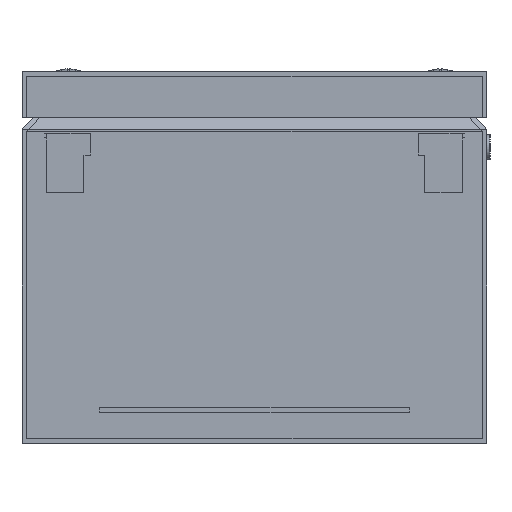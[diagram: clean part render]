
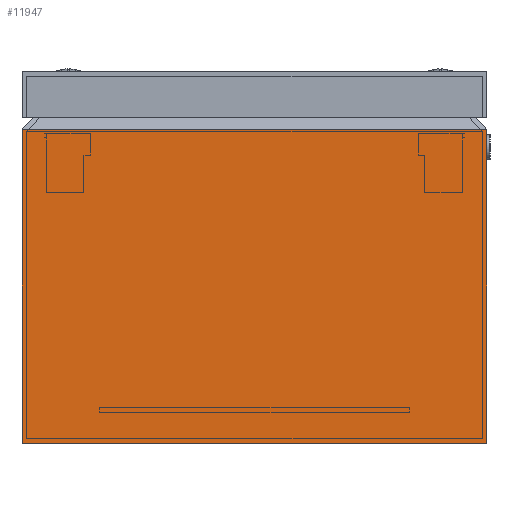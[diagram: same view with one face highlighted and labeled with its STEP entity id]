
A CAD part, left-side view. The second image highlights one B-rep face of the part: STEP entity #11947.
In plain terms, the highlighted planar face has unit normal (-1, 0, 0).
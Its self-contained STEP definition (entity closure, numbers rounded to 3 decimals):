
#636 = CARTESIAN_POINT ( 'NONE',  ( 0., 0., 0. ) ) ;
#889 = PLANE ( 'NONE',  #10108 ) ;
#1767 = VERTEX_POINT ( 'NONE', #16043 ) ;
#2606 = FACE_OUTER_BOUND ( 'NONE', #10195, .T. ) ;
#3020 = VERTEX_POINT ( 'NONE', #5860 ) ;
#4145 = EDGE_CURVE ( 'NONE', #12787, #3020, #20819, .T. ) ;
#4428 = VECTOR ( 'NONE', #19460, 1000. ) ;
#5445 = CARTESIAN_POINT ( 'NONE',  ( 0., 150., 0. ) ) ;
#5658 = CARTESIAN_POINT ( 'NONE',  ( 0., 0., 101.167 ) ) ;
#5860 = CARTESIAN_POINT ( 'NONE',  ( 0., 150., 101.167 ) ) ;
#5917 = DIRECTION ( 'NONE',  ( -1., 0., 0. ) ) ;
#7475 = DIRECTION ( 'NONE',  ( 0., 0., 1. ) ) ;
#7485 = DIRECTION ( 'NONE',  ( 0., 0., 1. ) ) ;
#7570 = EDGE_CURVE ( 'NONE', #1767, #3020, #10206, .T. ) ;
#8945 = EDGE_CURVE ( 'NONE', #14149, #1767, #21079, .T. ) ;
#8963 = CARTESIAN_POINT ( 'NONE',  ( 0., 0., 0. ) ) ;
#9326 = ORIENTED_EDGE ( 'NONE', *, *, #14753, .T. ) ;
#10108 = AXIS2_PLACEMENT_3D ( 'NONE', #14367, #5917, #7485 ) ;
#10195 = EDGE_LOOP ( 'NONE', ( #17420, #13774, #13165, #9326 ) ) ;
#10206 = LINE ( 'NONE', #5445, #21349 ) ;
#10798 = VECTOR ( 'NONE', #18036, 1000. ) ;
#10862 = LINE ( 'NONE', #636, #15770 ) ;
#11373 = CARTESIAN_POINT ( 'NONE',  ( 0., 0., 0. ) ) ;
#11947 = ADVANCED_FACE ( 'NONE', ( #2606 ), #889, .T. ) ;
#12787 = VERTEX_POINT ( 'NONE', #13298 ) ;
#13165 = ORIENTED_EDGE ( 'NONE', *, *, #8945, .F. ) ;
#13298 = CARTESIAN_POINT ( 'NONE',  ( 0., 0., 101.167 ) ) ;
#13476 = DIRECTION ( 'NONE',  ( 0., 0., 1. ) ) ;
#13774 = ORIENTED_EDGE ( 'NONE', *, *, #7570, .F. ) ;
#14149 = VERTEX_POINT ( 'NONE', #11373 ) ;
#14367 = CARTESIAN_POINT ( 'NONE',  ( 0., 0., 0. ) ) ;
#14753 = EDGE_CURVE ( 'NONE', #14149, #12787, #10862, .T. ) ;
#15770 = VECTOR ( 'NONE', #7475, 1000. ) ;
#16043 = CARTESIAN_POINT ( 'NONE',  ( 0., 150., 0. ) ) ;
#17420 = ORIENTED_EDGE ( 'NONE', *, *, #4145, .T. ) ;
#18036 = DIRECTION ( 'NONE',  ( 0., 1., 0. ) ) ;
#19460 = DIRECTION ( 'NONE',  ( 0., 1., 0. ) ) ;
#20819 = LINE ( 'NONE', #5658, #4428 ) ;
#21079 = LINE ( 'NONE', #8963, #10798 ) ;
#21349 = VECTOR ( 'NONE', #13476, 1000. ) ;
